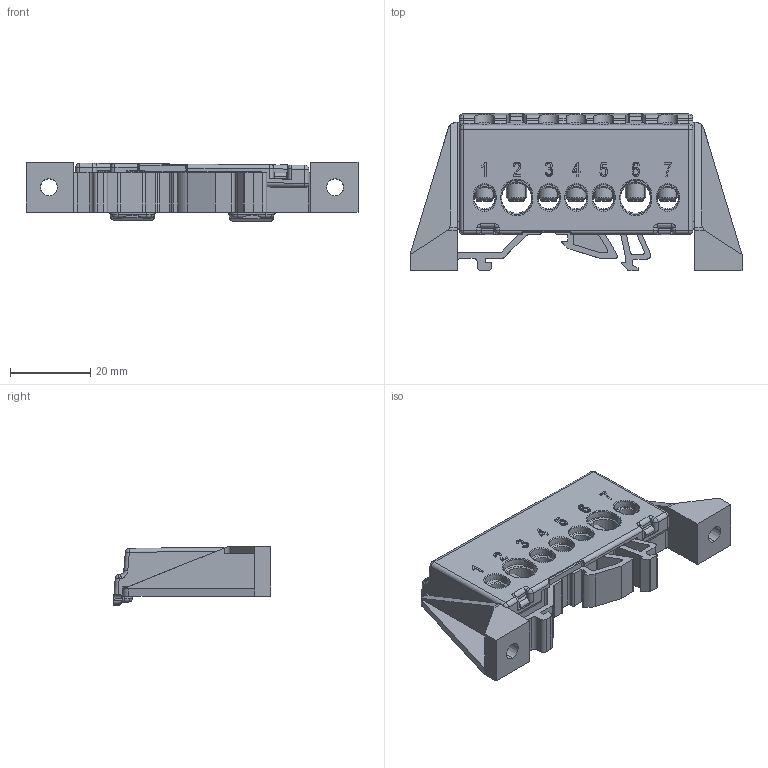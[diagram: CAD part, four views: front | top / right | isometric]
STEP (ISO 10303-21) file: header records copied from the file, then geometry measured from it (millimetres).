
FILE_DESCRIPTION (( 'STEP AP214' ), '1' );
FILE_NAME ('KSN-2-8x12-07.STEP', '2023-11-03T10:16:00', ( '' ), ( '' ), 'SwSTEP 2.0', 'SolidWorks 2022', '' );
FILE_SCHEMA (( 'AUTOMOTIVE_DESIGN' ));
Length unit declared in the file: millimetre
Products named in the file (6): Винт М5х10_20140212; Cover 07; KSN-2-8x12-07; BHBT-3-8x12.07.01; BHBT-3-8x12.07.00; Holder 07_уклоны
Assembly tree (11 placements, depth 3):
  KSN-2-8x12-07
    Holder 07_уклоны
    Cover 07
    BHBT-3-8x12.07.00
      BHBT-3-8x12.07.01
      Винт М5х10_20140212  x7
Bounding box: 82.6 x 39.19 x 14.76 mm (x, y, z)
Volume: 16000.2 mm3; surface area: 18744.8 mm2
Topology: 10 solids, 10 shells, 1140 faces, 3134 edges, 2003 vertices
Faces by surface type: plane 533, cylinder 293, cone 137, torus 102, bspline 63, sphere 12
Entity records: 30453 total; most frequent: CARTESIAN_POINT 9402, ORIENTED_EDGE 4640, DIRECTION 3956, EDGE_CURVE 2320, VERTEX_POINT 1491, LINE 1382, VECTOR 1382, AXIS2_PLACEMENT_3D 1287
